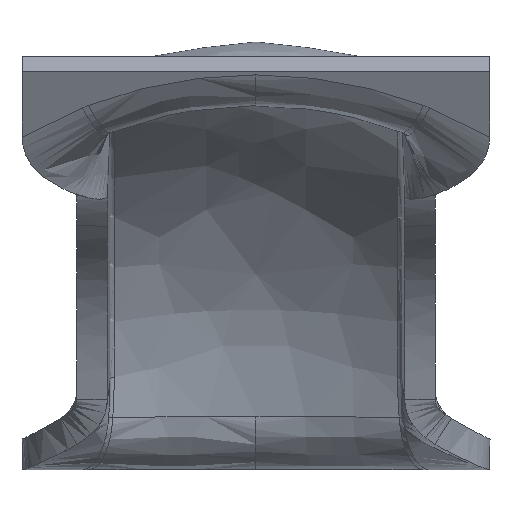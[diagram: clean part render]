
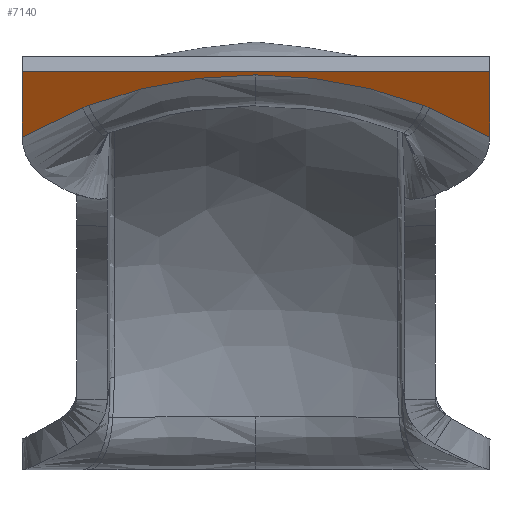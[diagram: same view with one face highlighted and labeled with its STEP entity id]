
A CAD part, front view. The second image highlights one B-rep face of the part: STEP entity #7140.
In plain terms, the highlighted planar face has unit normal (0, -0.87, -0.492).
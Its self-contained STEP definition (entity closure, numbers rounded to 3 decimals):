
#5088=CARTESIAN_POINT('Vertex',(199.993,1785.235,26.097)) ;
#5098=CARTESIAN_POINT('Vertex',(210.971,1786.367,24.096)) ;
#5102=CARTESIAN_POINT('Control Point',(199.999,1785.235,26.097)) ;
#5103=CARTESIAN_POINT('Control Point',(203.755,1785.235,26.097)) ;
#5104=CARTESIAN_POINT('Control Point',(207.53,1785.625,25.408)) ;
#5105=CARTESIAN_POINT('Control Point',(210.971,1786.367,24.096)) ;
#5131=CARTESIAN_POINT('Control Point',(189.029,1786.367,24.096)) ;
#5132=CARTESIAN_POINT('Control Point',(190.737,1785.999,24.747)) ;
#5133=CARTESIAN_POINT('Control Point',(194.292,1785.434,25.746)) ;
#5134=CARTESIAN_POINT('Control Point',(198.098,1785.235,26.097)) ;
#5135=CARTESIAN_POINT('Control Point',(199.999,1785.235,26.097)) ;
#5136=CARTESIAN_POINT('Vertex',(189.029,1786.367,24.096)) ;
#6710=CARTESIAN_POINT('Control Point',(211.374,1786.456,23.939)) ;
#6711=CARTESIAN_POINT('Control Point',(212.744,1786.765,23.393)) ;
#6712=CARTESIAN_POINT('Control Point',(214.056,1787.128,22.751)) ;
#6713=CARTESIAN_POINT('Control Point',(215.305,1787.544,22.016)) ;
#6714=CARTESIAN_POINT('Vertex',(211.374,1786.456,23.939)) ;
#6716=CARTESIAN_POINT('Vertex',(215.305,1787.544,22.016)) ;
#7046=CARTESIAN_POINT('Control Point',(211.374,1786.456,23.939)) ;
#7047=CARTESIAN_POINT('Control Point',(211.37,1786.455,23.94)) ;
#7048=CARTESIAN_POINT('Control Point',(211.361,1786.453,23.944)) ;
#7049=CARTESIAN_POINT('Control Point',(211.345,1786.45,23.95)) ;
#7050=CARTESIAN_POINT('Control Point',(211.315,1786.443,23.962)) ;
#7051=CARTESIAN_POINT('Control Point',(211.274,1786.434,23.978)) ;
#7052=CARTESIAN_POINT('Control Point',(211.225,1786.423,23.997)) ;
#7053=CARTESIAN_POINT('Control Point',(211.194,1786.416,24.01)) ;
#7054=CARTESIAN_POINT('Control Point',(211.179,1786.413,24.016)) ;
#7055=CARTESIAN_POINT('Vertex',(211.179,1786.413,24.016)) ;
#7059=CARTESIAN_POINT('Control Point',(211.179,1786.413,24.016)) ;
#7060=CARTESIAN_POINT('Control Point',(211.177,1786.412,24.016)) ;
#7061=CARTESIAN_POINT('Control Point',(211.141,1786.404,24.03)) ;
#7062=CARTESIAN_POINT('Control Point',(211.072,1786.389,24.057)) ;
#7063=CARTESIAN_POINT('Control Point',(211.005,1786.375,24.083)) ;
#7064=CARTESIAN_POINT('Control Point',(210.971,1786.367,24.096)) ;
#7076=CARTESIAN_POINT('Axis2P3D Location',(209.,1785.235,26.097)) ;
#7081=CARTESIAN_POINT('Line Origine',(215.305,1786.324,24.172)) ;
#7085=CARTESIAN_POINT('Vertex',(215.305,1785.104,26.328)) ;
#7088=CARTESIAN_POINT('Line Origine',(200.,1785.104,26.328)) ;
#7092=CARTESIAN_POINT('Vertex',(184.695,1785.104,26.328)) ;
#7095=CARTESIAN_POINT('Line Origine',(184.695,1786.324,24.172)) ;
#7099=CARTESIAN_POINT('Vertex',(184.695,1787.544,22.016)) ;
#7103=CARTESIAN_POINT('Control Point',(188.626,1786.456,23.939)) ;
#7104=CARTESIAN_POINT('Control Point',(187.805,1786.641,23.612)) ;
#7105=CARTESIAN_POINT('Control Point',(187.,1786.843,23.255)) ;
#7106=CARTESIAN_POINT('Control Point',(186.212,1787.061,22.87)) ;
#7107=CARTESIAN_POINT('Control Point',(185.443,1787.295,22.456)) ;
#7108=CARTESIAN_POINT('Control Point',(184.695,1787.544,22.016)) ;
#7109=CARTESIAN_POINT('Vertex',(188.626,1786.456,23.939)) ;
#7113=CARTESIAN_POINT('Control Point',(188.626,1786.456,23.939)) ;
#7114=CARTESIAN_POINT('Control Point',(188.665,1786.447,23.954)) ;
#7115=CARTESIAN_POINT('Control Point',(188.704,1786.439,23.97)) ;
#7116=CARTESIAN_POINT('Control Point',(188.743,1786.43,23.985)) ;
#7117=CARTESIAN_POINT('Control Point',(188.782,1786.421,24.)) ;
#7118=CARTESIAN_POINT('Control Point',(188.821,1786.413,24.016)) ;
#7119=CARTESIAN_POINT('Vertex',(188.821,1786.413,24.016)) ;
#7122=CARTESIAN_POINT('Line Origine',(188.925,1786.39,24.056)) ;
#7077=DIRECTION('Axis2P3D Direction',(0.,-0.87,-0.492)) ;
#7078=DIRECTION('Axis2P3D XDirection',(0.,0.492,-0.87)) ;
#7082=DIRECTION('Vector Direction',(0.,0.492,-0.87)) ;
#7089=DIRECTION('Vector Direction',(1.,0.,0.)) ;
#7096=DIRECTION('Vector Direction',(0.,0.492,-0.87)) ;
#7123=DIRECTION('Vector Direction',(0.914,-0.2,0.353)) ;
#7079=AXIS2_PLACEMENT_3D('Plane Axis2P3D',#7076,#7077,#7078) ;
#7128=ORIENTED_EDGE('',*,*,#7087,.F.) ;
#7129=ORIENTED_EDGE('',*,*,#7094,.F.) ;
#7130=ORIENTED_EDGE('',*,*,#7101,.T.) ;
#7131=ORIENTED_EDGE('',*,*,#7111,.F.) ;
#7132=ORIENTED_EDGE('',*,*,#7121,.T.) ;
#7133=ORIENTED_EDGE('',*,*,#7126,.T.) ;
#7134=ORIENTED_EDGE('',*,*,#5138,.F.) ;
#7135=ORIENTED_EDGE('',*,*,#5106,.F.) ;
#7136=ORIENTED_EDGE('',*,*,#7065,.F.) ;
#7137=ORIENTED_EDGE('',*,*,#7057,.F.) ;
#7138=ORIENTED_EDGE('',*,*,#6718,.T.) ;
#7083=VECTOR('Line Direction',#7082,1.) ;
#7090=VECTOR('Line Direction',#7089,1.) ;
#7097=VECTOR('Line Direction',#7096,1.) ;
#7124=VECTOR('Line Direction',#7123,1.) ;
#7140=ADVANCED_FACE('PartBody',(#7139),#7080,.T.) ;
#6709=B_SPLINE_CURVE_WITH_KNOTS('',3,(#6710,#6711,#6712,#6713),.UNSPECIFIED.,.F.,.U.,(4,4),(0.,5.881),.UNSPECIFIED.) ;
#7045=B_SPLINE_CURVE_WITH_KNOTS('',3,(#7046,#7047,#7048,#7049,#7050,#7051,#7052,#7053,#7054),.UNSPECIFIED.,.F.,.U.,(4,1,1,1,1,1,4),(0.,0.012,0.025,0.05,0.099,0.149,0.192),.UNSPECIFIED.) ;
#7058=B_SPLINE_CURVE_WITH_KNOTS('',3,(#7059,#7060,#7061,#7062,#7063,#7064),.UNSPECIFIED.,.F.,.U.,(4,1,1,4),(0.192,0.198,0.297,0.396),.UNSPECIFIED.) ;
#7102=B_SPLINE_CURVE_WITH_KNOTS('',5,(#7103,#7104,#7105,#7106,#7107,#7108),.UNSPECIFIED.,.F.,.U.,(6,6),(0.,6.388),.UNSPECIFIED.) ;
#7112=B_SPLINE_CURVE_WITH_KNOTS('',5,(#7113,#7114,#7115,#7116,#7117,#7118),.UNSPECIFIED.,.F.,.U.,(6,6),(0.,0.303),.UNSPECIFIED.) ;
#5106=EDGE_CURVE('',#5099,#5089,#5101,.F.) ;
#5138=EDGE_CURVE('',#5089,#5137,#5130,.F.) ;
#6718=EDGE_CURVE('',#6715,#6717,#6709,.T.) ;
#7057=EDGE_CURVE('',#6715,#7056,#7045,.T.) ;
#7065=EDGE_CURVE('',#7056,#5099,#7058,.T.) ;
#7087=EDGE_CURVE('',#7086,#6717,#7084,.T.) ;
#7094=EDGE_CURVE('',#7093,#7086,#7091,.T.) ;
#7101=EDGE_CURVE('',#7093,#7100,#7098,.T.) ;
#7111=EDGE_CURVE('',#7110,#7100,#7102,.T.) ;
#7121=EDGE_CURVE('',#7110,#7120,#7112,.T.) ;
#7126=EDGE_CURVE('',#7120,#5137,#7125,.T.) ;
#7127=EDGE_LOOP('',(#7128,#7129,#7130,#7131,#7132,#7133,#7134,#7135,#7136,#7137,#7138)) ;
#7139=FACE_OUTER_BOUND('',#7127,.T.) ;
#7084=LINE('Line',#7081,#7083) ;
#7091=LINE('Line',#7088,#7090) ;
#7098=LINE('Line',#7095,#7097) ;
#7125=LINE('Line',#7122,#7124) ;
#7080=PLANE('Plane',#7079) ;
#5089=VERTEX_POINT('',#5088) ;
#5099=VERTEX_POINT('',#5098) ;
#5137=VERTEX_POINT('',#5136) ;
#6715=VERTEX_POINT('',#6714) ;
#6717=VERTEX_POINT('',#6716) ;
#7056=VERTEX_POINT('',#7055) ;
#7086=VERTEX_POINT('',#7085) ;
#7093=VERTEX_POINT('',#7092) ;
#7100=VERTEX_POINT('',#7099) ;
#7110=VERTEX_POINT('',#7109) ;
#7120=VERTEX_POINT('',#7119) ;
#5101=(BOUNDED_CURVE()B_SPLINE_CURVE(3,(#5102,#5103,#5104,#5105),.UNSPECIFIED.,.F.,.U.)B_SPLINE_CURVE_WITH_KNOTS((4,4),(10.431,20.739),.UNSPECIFIED.)CURVE()GEOMETRIC_REPRESENTATION_ITEM()RATIONAL_B_SPLINE_CURVE((1.,1.,1.,1.))REPRESENTATION_ITEM('')) ;
#5130=(BOUNDED_CURVE()B_SPLINE_CURVE(3,(#5131,#5132,#5133,#5134,#5135),.UNSPECIFIED.,.F.,.U.)B_SPLINE_CURVE_WITH_KNOTS((4,1,4),(0.124,5.216,10.431),.UNSPECIFIED.)CURVE()GEOMETRIC_REPRESENTATION_ITEM()RATIONAL_B_SPLINE_CURVE((1.,1.,1.,1.,1.))REPRESENTATION_ITEM('')) ;
